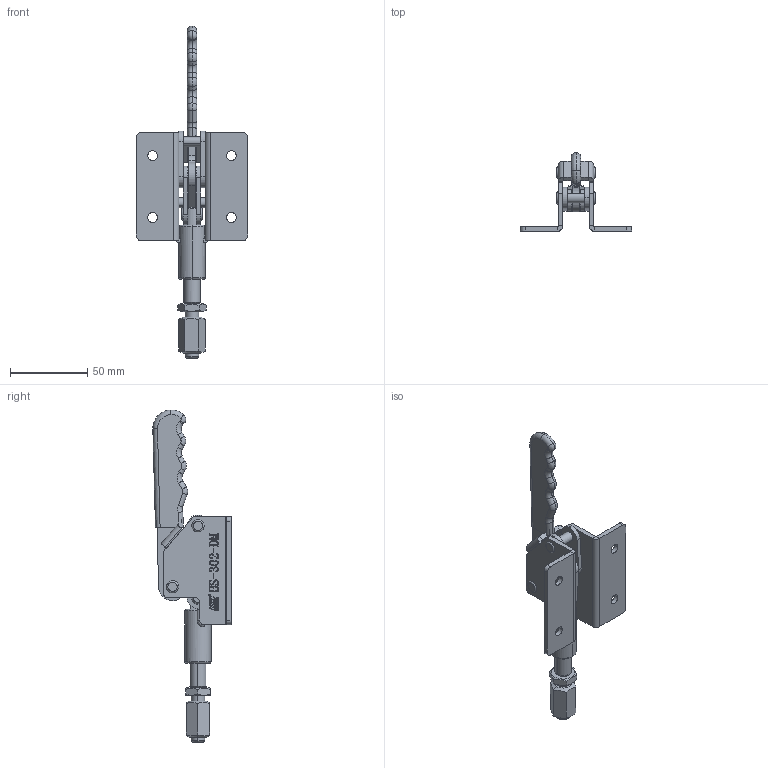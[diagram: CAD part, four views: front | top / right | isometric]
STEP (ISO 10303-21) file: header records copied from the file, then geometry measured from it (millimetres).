
FILE_DESCRIPTION (( 'STEP AP203' ), '1' );
FILE_NAME ('HS-302-DM 装配体.STEP', '2018-12-07T06:25:55', ( 'PCOS' ), ( '微软中国' ), 'SwSTEP 2.0', 'SolidWorks 2012', '' );
FILE_SCHEMA (( 'CONFIG_CONTROL_DESIGN' ));
Length unit declared in the file: millimetre
Products named in the file (12): HS-302-DM 蚾饜极; hex thin nuts-grades ab-chamfered gb_GB_FASTENER_NUT_STNAB M10-N; 蹟譫; 种3; 种2; 种1; 挴裝; 忒梟; 忒參; 蟀裝1; 蟀裝; 菁釱
Assembly tree (14 placements, depth 2):
  HS-302-DM 蚾饜极
    菁釱
    蟀裝  x2
    蟀裝1  x2
    忒參
    忒梟
    挴裝
    种1
    种2  x2
    种3
    蹟譫
    hex thin nuts-grades ab-chamfered gb_GB_FASTENER_NUT_STNAB M10-N
Bounding box: 72 x 50.72 x 215.01 mm (x, y, z)
Volume: 60190.4 mm3; surface area: 41796.8 mm2
Topology: 17 solids, 17 shells, 679 faces, 1753 edges, 1143 vertices
Faces by surface type: plane 326, cylinder 150, bspline 143, torus 44, cone 16
Entity records: 27329 total; most frequent: CARTESIAN_POINT 10774, ORIENTED_EDGE 3362, DIRECTION 2765, EDGE_CURVE 1681, VERTEX_POINT 1095, VECTOR 989, LINE 989, AXIS2_PLACEMENT_3D 888
